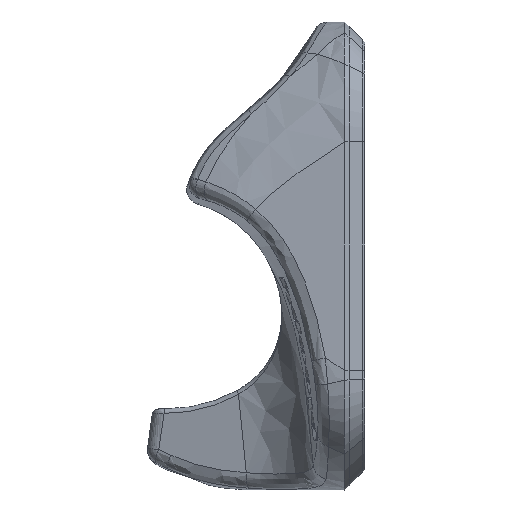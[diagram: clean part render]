
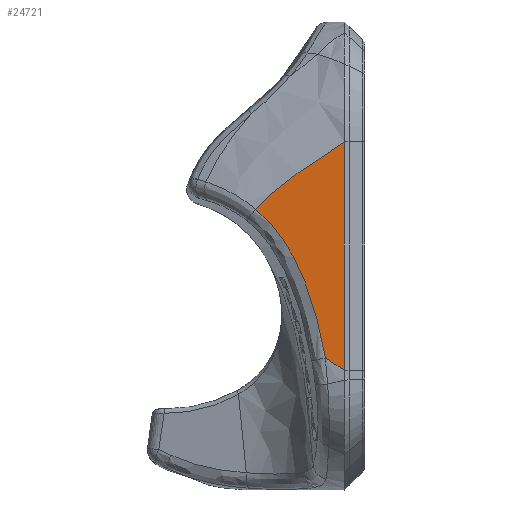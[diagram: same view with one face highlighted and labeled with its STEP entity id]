
A CAD part, left-side view. The second image highlights one B-rep face of the part: STEP entity #24721.
In plain terms, the highlighted planar face has unit normal (-0.995, 0.104, 0).
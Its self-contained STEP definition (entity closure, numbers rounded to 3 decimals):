
#600 = EDGE_CURVE ( 'NONE', #37971, #32630, #39125, .T. ) ;
#684 = DIRECTION ( 'NONE',  ( 0., 0., -1. ) ) ;
#1568 = CARTESIAN_POINT ( 'NONE',  ( -30.805, -10.079, 6.001 ) ) ;
#2163 = CARTESIAN_POINT ( 'NONE',  ( -31.075, -12.653, 3.512 ) ) ;
#2374 = CARTESIAN_POINT ( 'NONE',  ( -31.233, -14.155, 1.264 ) ) ;
#2574 = CARTESIAN_POINT ( 'NONE',  ( -31.408, -15.822, -1.894 ) ) ;
#3287 = CARTESIAN_POINT ( 'NONE',  ( -32., -21.45, 14.631 ) ) ;
#4116 = CARTESIAN_POINT ( 'NONE',  ( -31.829, -19.822, -13.598 ) ) ;
#5671 = CARTESIAN_POINT ( 'NONE',  ( -31.281, -14.612, 0.492 ) ) ;
#5715 = CARTESIAN_POINT ( 'NONE',  ( -31.744, -19.016, -13.067 ) ) ;
#5771 = CARTESIAN_POINT ( 'NONE',  ( -30.983, -11.775, 7.683 ) ) ;
#6070 = CARTESIAN_POINT ( 'NONE',  ( -31.571, -17.373, -6.078 ) ) ;
#6382 = CARTESIAN_POINT ( 'NONE',  ( -31.477, -16.473, 11.349 ) ) ;
#7965 = PLANE ( 'NONE',  #19292 ) ;
#11087 = VERTEX_POINT ( 'NONE', #38001 ) ;
#12169 = CARTESIAN_POINT ( 'NONE',  ( -30.89, -10.89, 6.875 ) ) ;
#13549 = EDGE_CURVE ( 'NONE', #29430, #11087, #35809, .T. ) ;
#13607 = CARTESIAN_POINT ( 'NONE',  ( -31.914, -20.633, -14.118 ) ) ;
#13856 = LINE ( 'NONE', #32208, #16097 ) ;
#14946 = CARTESIAN_POINT ( 'NONE',  ( -31.711, -18.701, -11.298 ) ) ;
#16097 = VECTOR ( 'NONE', #684, 1000. ) ;
#16239 = CARTESIAN_POINT ( 'NONE',  ( -32., -21.45, 14.631 ) ) ;
#16858 = DIRECTION ( 'NONE',  ( 0.105, 0.995, 0. ) ) ;
#17253 = CARTESIAN_POINT ( 'NONE',  ( -32., -21.45, 0. ) ) ;
#17459 = DIRECTION ( 'NONE',  ( 0.995, -0.105, 0. ) ) ;
#17868 = CARTESIAN_POINT ( 'NONE',  ( -32., -21.45, -14.631 ) ) ;
#18037 = CARTESIAN_POINT ( 'NONE',  ( -31.512, -16.81, -4.379 ) ) ;
#18243 = CARTESIAN_POINT ( 'NONE',  ( -31.304, -14.829, 0.101 ) ) ;
#18621 = ORIENTED_EDGE ( 'NONE', *, *, #600, .T. ) ;
#18686 = EDGE_LOOP ( 'NONE', ( #39816, #19334, #18621, #36929 ) ) ;
#19292 = AXIS2_PLACEMENT_3D ( 'NONE', #17253, #17459, #16858 ) ;
#19334 = ORIENTED_EDGE ( 'NONE', *, *, #39915, .T. ) ;
#20911 = CARTESIAN_POINT ( 'NONE',  ( -31.48, -16.502, -3.541 ) ) ;
#21429 = CARTESIAN_POINT ( 'NONE',  ( -30.805, -10.079, 6.001 ) ) ;
#22245 = CARTESIAN_POINT ( 'NONE',  ( -31.58, -17.454, 12.027 ) ) ;
#24199 = CARTESIAN_POINT ( 'NONE',  ( -31.672, -18.326, -9.543 ) ) ;
#24721 = ADVANCED_FACE ( 'NONE', ( #35814 ), #7965, .F. ) ;
#27388 = B_SPLINE_CURVE_WITH_KNOTS ( 'NONE', 3,
 ( #1568, #33702, #2163, #34117, #2374, #5671, #18243, #40290, #2574, #20911, #18037, #6070, #31011, #24199, #14946, #30606 ),
 .UNSPECIFIED., .F., .F.,
 ( 4, 2, 2, 2, 2, 2, 2, 4 ),
 ( 0., 0.005, 0.007, 0.008, 0.011, 0.013, 0.016, 0.021 ),
 .UNSPECIFIED. ) ;
#28432 = CARTESIAN_POINT ( 'NONE',  ( -31.894, -20.44, 13.997 ) ) ;
#28449 = CARTESIAN_POINT ( 'NONE',  ( -32., -21.45, -14.631 ) ) ;
#29430 = VERTEX_POINT ( 'NONE', #16239 ) ;
#30606 = CARTESIAN_POINT ( 'NONE',  ( -31.744, -19.016, -13.067 ) ) ;
#31011 = CARTESIAN_POINT ( 'NONE',  ( -31.598, -17.628, -6.941 ) ) ;
#31336 = CARTESIAN_POINT ( 'NONE',  ( -31.274, -14.546, 9.943 ) ) ;
#32208 = CARTESIAN_POINT ( 'NONE',  ( -32., -21.45, 0. ) ) ;
#32355 = CARTESIAN_POINT ( 'NONE',  ( -31.744, -19.016, -13.067 ) ) ;
#32630 = VERTEX_POINT ( 'NONE', #17868 ) ;
#33702 = CARTESIAN_POINT ( 'NONE',  ( -30.952, -11.474, 4.854 ) ) ;
#34117 = CARTESIAN_POINT ( 'NONE',  ( -31.208, -13.914, 1.646 ) ) ;
#34433 = CARTESIAN_POINT ( 'NONE',  ( -31.175, -13.601, 9.216 ) ) ;
#35083 = EDGE_CURVE ( 'NONE', #29430, #32630, #13856, .T. ) ;
#35809 = B_SPLINE_CURVE_WITH_KNOTS ( 'NONE', 3,
 ( #3287, #28432, #38136, #22245, #6382, #31336, #34433, #5771, #12169, #21429 ),
 .UNSPECIFIED., .F., .F.,
 ( 4, 2, 2, 2, 4 ),
 ( 0., 0.004, 0.007, 0.011, 0.014 ),
 .UNSPECIFIED. ) ;
#35814 = FACE_OUTER_BOUND ( 'NONE', #18686, .T. ) ;
#36929 = ORIENTED_EDGE ( 'NONE', *, *, #35083, .F. ) ;
#37971 = VERTEX_POINT ( 'NONE', #5715 ) ;
#38001 = CARTESIAN_POINT ( 'NONE',  ( -30.805, -10.079, 6.001 ) ) ;
#38136 = CARTESIAN_POINT ( 'NONE',  ( -31.789, -19.438, 13.351 ) ) ;
#39125 = B_SPLINE_CURVE_WITH_KNOTS ( 'NONE', 3,
 ( #32355, #4116, #13607, #28449 ),
 .UNSPECIFIED., .F., .F.,
 ( 4, 4 ),
 ( 0.002, 0.005 ),
 .UNSPECIFIED. ) ;
#39816 = ORIENTED_EDGE ( 'NONE', *, *, #13549, .T. ) ;
#39915 = EDGE_CURVE ( 'NONE', #11087, #37971, #27388, .T. ) ;
#40290 = CARTESIAN_POINT ( 'NONE',  ( -31.369, -15.45, -1.085 ) ) ;
